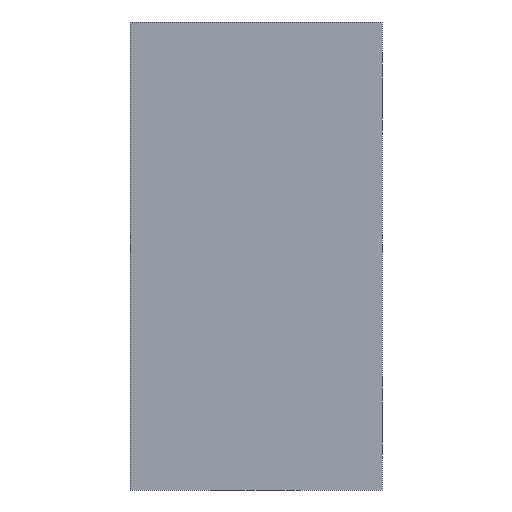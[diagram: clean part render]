
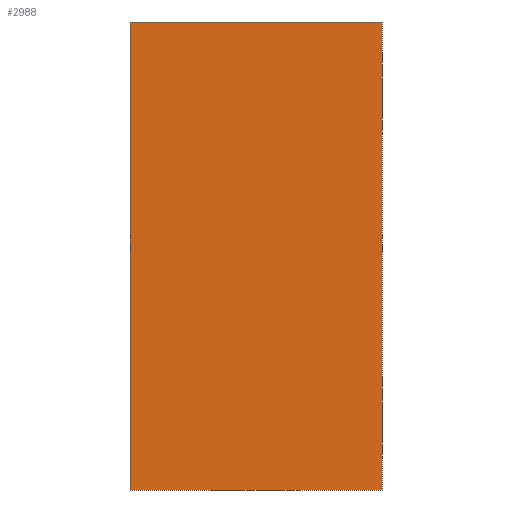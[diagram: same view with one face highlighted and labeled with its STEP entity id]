
A CAD part, front view. The second image highlights one B-rep face of the part: STEP entity #2988.
In plain terms, the highlighted planar face has unit normal (0, -1, 0).
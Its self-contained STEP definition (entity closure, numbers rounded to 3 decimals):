
#26=PLANE('',#3293);
#419=LINE('',#4867,#554);
#421=LINE('',#4871,#556);
#422=LINE('',#4873,#557);
#423=LINE('',#4875,#558);
#554=VECTOR('',#3884,1000.);
#556=VECTOR('',#3888,1000.);
#557=VECTOR('',#3889,1000.);
#558=VECTOR('',#3890,1000.);
#858=ORIENTED_EDGE('',*,*,#1757,.T.);
#859=ORIENTED_EDGE('',*,*,#1758,.F.);
#860=ORIENTED_EDGE('',*,*,#1759,.F.);
#861=ORIENTED_EDGE('',*,*,#1755,.T.);
#1755=EDGE_CURVE('',#2180,#2179,#419,.T.);
#1757=EDGE_CURVE('',#2179,#2181,#421,.T.);
#1758=EDGE_CURVE('',#2182,#2181,#422,.T.);
#1759=EDGE_CURVE('',#2180,#2182,#423,.T.);
#2179=VERTEX_POINT('',#4866);
#2180=VERTEX_POINT('',#4868);
#2181=VERTEX_POINT('',#4872);
#2182=VERTEX_POINT('',#4874);
#2496=EDGE_LOOP('',(#858,#859,#860,#861));
#2715=FACE_BOUND('',#2496,.T.);
#2988=ADVANCED_FACE('',(#2715),#26,.F.);
#3293=AXIS2_PLACEMENT_3D('',#4870,#3886,#3887);
#3884=DIRECTION('',(-1.,0.,0.));
#3886=DIRECTION('',(0.,1.,0.));
#3887=DIRECTION('',(0.,0.,1.));
#3888=DIRECTION('',(0.,0.,-1.));
#3889=DIRECTION('',(-1.,0.,0.));
#3890=DIRECTION('',(0.,0.,-1.));
#4866=CARTESIAN_POINT('',(-7.,0.,13.));
#4867=CARTESIAN_POINT('',(7.,0.,13.));
#4868=CARTESIAN_POINT('',(7.,0.,13.));
#4870=CARTESIAN_POINT('',(7.,0.,13.));
#4871=CARTESIAN_POINT('',(-7.,0.,13.));
#4872=CARTESIAN_POINT('',(-7.,0.,-13.));
#4873=CARTESIAN_POINT('',(7.,0.,-13.));
#4874=CARTESIAN_POINT('',(7.,0.,-13.));
#4875=CARTESIAN_POINT('',(7.,0.,13.));
